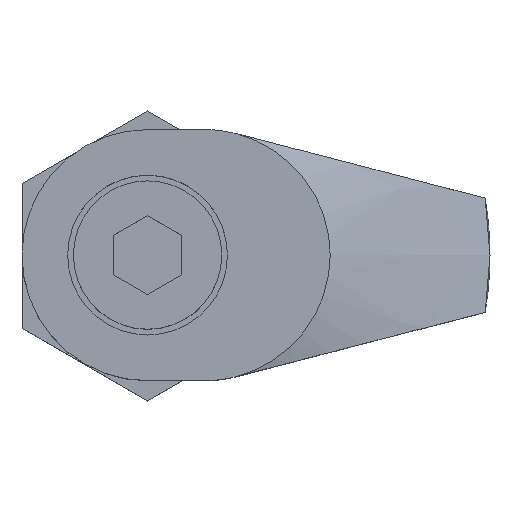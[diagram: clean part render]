
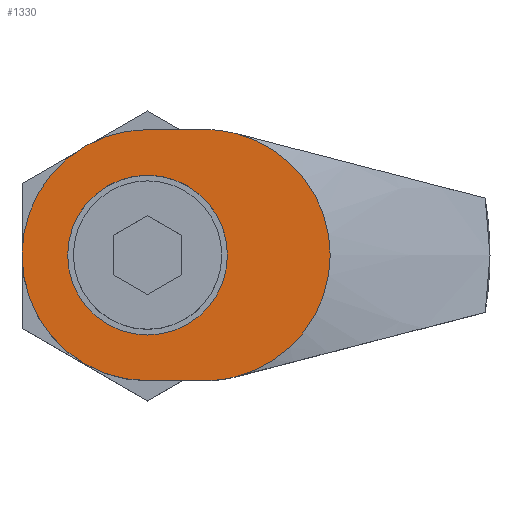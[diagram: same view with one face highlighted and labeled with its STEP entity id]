
A CAD part, top view. The second image highlights one B-rep face of the part: STEP entity #1330.
In plain terms, the highlighted planar face has unit normal (0, 0, 1).
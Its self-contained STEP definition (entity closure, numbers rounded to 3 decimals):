
#15 = EDGE_CURVE ( 'NONE', #1631, #222, #896, .T. ) ;
#78 = DIRECTION ( 'NONE',  ( 1., 0., 0. ) ) ;
#113 = PLANE ( 'NONE',  #1443 ) ;
#144 = EDGE_CURVE ( 'NONE', #222, #1660, #1384, .T. ) ;
#145 = EDGE_CURVE ( 'NONE', #1189, #1607, #597, .T. ) ;
#155 = DIRECTION ( 'NONE',  ( 0., 0., 1. ) ) ;
#182 = CARTESIAN_POINT ( 'NONE',  ( 0., 0., 40. ) ) ;
#222 = VERTEX_POINT ( 'NONE', #772 ) ;
#231 = CARTESIAN_POINT ( 'NONE',  ( 7.756, 10.649, 40. ) ) ;
#261 = DIRECTION ( 'NONE',  ( 1., 0., 0. ) ) ;
#286 = DIRECTION ( 'NONE',  ( 1., 0., 0. ) ) ;
#291 = CARTESIAN_POINT ( 'NONE',  ( 0., 0., 40. ) ) ;
#311 = CIRCLE ( 'NONE', #1736, 11. ) ;
#313 = AXIS2_PLACEMENT_3D ( 'NONE', #1331, #1172, #1487 ) ;
#345 = CARTESIAN_POINT ( 'NONE',  ( -7., 0., 40. ) ) ;
#347 = CARTESIAN_POINT ( 'NONE',  ( 0., 0., 40. ) ) ;
#367 = DIRECTION ( 'NONE',  ( 0., 0., 1. ) ) ;
#376 = CIRCLE ( 'NONE', #1180, 7. ) ;
#415 = DIRECTION ( 'NONE',  ( 0., 0., 1. ) ) ;
#417 = CARTESIAN_POINT ( 'NONE',  ( 5., 0., 40. ) ) ;
#587 = DIRECTION ( 'NONE',  ( 0., 0., 1. ) ) ;
#594 = DIRECTION ( 'NONE',  ( 1., 0., 0. ) ) ;
#597 = LINE ( 'NONE', #1879, #1771 ) ;
#675 = ORIENTED_EDGE ( 'NONE', *, *, #1178, .T. ) ;
#682 = DIRECTION ( 'NONE',  ( 1., 0., 0. ) ) ;
#707 = CIRCLE ( 'NONE', #2036, 11. ) ;
#772 = CARTESIAN_POINT ( 'NONE',  ( 5., -11., 40. ) ) ;
#831 = ORIENTED_EDGE ( 'NONE', *, *, #1151, .F. ) ;
#846 = AXIS2_PLACEMENT_3D ( 'NONE', #417, #587, #286 ) ;
#865 = VERTEX_POINT ( 'NONE', #1556 ) ;
#885 = CARTESIAN_POINT ( 'NONE',  ( 5., -11., 40. ) ) ;
#892 = CARTESIAN_POINT ( 'NONE',  ( 5., 11., 40. ) ) ;
#896 = LINE ( 'NONE', #885, #1971 ) ;
#925 = DIRECTION ( 'NONE',  ( 0., 0., 1. ) ) ;
#953 = EDGE_CURVE ( 'NONE', #993, #1631, #311, .T. ) ;
#979 = EDGE_CURVE ( 'NONE', #865, #1848, #376, .T. ) ;
#986 = ORIENTED_EDGE ( 'NONE', *, *, #15, .T. ) ;
#993 = VERTEX_POINT ( 'NONE', #1118 ) ;
#1002 = EDGE_CURVE ( 'NONE', #1607, #993, #707, .T. ) ;
#1056 = FACE_OUTER_BOUND ( 'NONE', #1947, .T. ) ;
#1103 = ORIENTED_EDGE ( 'NONE', *, *, #953, .T. ) ;
#1118 = CARTESIAN_POINT ( 'NONE',  ( -11., 0., 40. ) ) ;
#1151 = EDGE_CURVE ( 'NONE', #1698, #1660, #1834, .T. ) ;
#1154 = CARTESIAN_POINT ( 'NONE',  ( 0., -11., 40. ) ) ;
#1163 = CARTESIAN_POINT ( 'NONE',  ( 0., 0., 40. ) ) ;
#1172 = DIRECTION ( 'NONE',  ( 0., 0., -1. ) ) ;
#1178 = EDGE_CURVE ( 'NONE', #1698, #1189, #1538, .T. ) ;
#1180 = AXIS2_PLACEMENT_3D ( 'NONE', #1163, #1767, #1453 ) ;
#1189 = VERTEX_POINT ( 'NONE', #892 ) ;
#1229 = FACE_BOUND ( 'NONE', #1254, .T. ) ;
#1254 = EDGE_LOOP ( 'NONE', ( #1300, #1547 ) ) ;
#1259 = ORIENTED_EDGE ( 'NONE', *, *, #144, .T. ) ;
#1284 = DIRECTION ( 'NONE',  ( 0., 0., 1. ) ) ;
#1300 = ORIENTED_EDGE ( 'NONE', *, *, #979, .F. ) ;
#1307 = CIRCLE ( 'NONE', #1703, 7. ) ;
#1330 = ADVANCED_FACE ( 'NONE', ( #1229, #1056 ), #113, .T. ) ;
#1331 = CARTESIAN_POINT ( 'NONE',  ( 5., 0., 40. ) ) ;
#1355 = EDGE_CURVE ( 'NONE', #1848, #865, #1307, .T. ) ;
#1384 = CIRCLE ( 'NONE', #846, 11. ) ;
#1403 = DIRECTION ( 'NONE',  ( -1., 0., 0. ) ) ;
#1443 = AXIS2_PLACEMENT_3D ( 'NONE', #291, #925, #594 ) ;
#1444 = CARTESIAN_POINT ( 'NONE',  ( 0., 0., 40. ) ) ;
#1453 = DIRECTION ( 'NONE',  ( 1., 0., 0. ) ) ;
#1454 = DIRECTION ( 'NONE',  ( 1., 0., 0. ) ) ;
#1487 = DIRECTION ( 'NONE',  ( -1., 0., 0. ) ) ;
#1538 = CIRCLE ( 'NONE', #1669, 11. ) ;
#1547 = ORIENTED_EDGE ( 'NONE', *, *, #1355, .F. ) ;
#1556 = CARTESIAN_POINT ( 'NONE',  ( 7., 0., 40. ) ) ;
#1607 = VERTEX_POINT ( 'NONE', #1790 ) ;
#1631 = VERTEX_POINT ( 'NONE', #1154 ) ;
#1660 = VERTEX_POINT ( 'NONE', #1824 ) ;
#1669 = AXIS2_PLACEMENT_3D ( 'NONE', #1839, #415, #261 ) ;
#1698 = VERTEX_POINT ( 'NONE', #231 ) ;
#1703 = AXIS2_PLACEMENT_3D ( 'NONE', #1444, #155, #1454 ) ;
#1736 = AXIS2_PLACEMENT_3D ( 'NONE', #182, #367, #682 ) ;
#1767 = DIRECTION ( 'NONE',  ( 0., 0., 1. ) ) ;
#1771 = VECTOR ( 'NONE', #1403, 1000. ) ;
#1789 = DIRECTION ( 'NONE',  ( 1., 0., 0. ) ) ;
#1790 = CARTESIAN_POINT ( 'NONE',  ( 0., 11., 40. ) ) ;
#1824 = CARTESIAN_POINT ( 'NONE',  ( 7.756, -10.649, 40. ) ) ;
#1834 = CIRCLE ( 'NONE', #313, 11. ) ;
#1839 = CARTESIAN_POINT ( 'NONE',  ( 5., 0., 40. ) ) ;
#1848 = VERTEX_POINT ( 'NONE', #345 ) ;
#1879 = CARTESIAN_POINT ( 'NONE',  ( 5., 11., 40. ) ) ;
#1945 = ORIENTED_EDGE ( 'NONE', *, *, #145, .T. ) ;
#1947 = EDGE_LOOP ( 'NONE', ( #1259, #831, #675, #1945, #2047, #1103, #986 ) ) ;
#1971 = VECTOR ( 'NONE', #78, 1000. ) ;
#2036 = AXIS2_PLACEMENT_3D ( 'NONE', #347, #1284, #1789 ) ;
#2047 = ORIENTED_EDGE ( 'NONE', *, *, #1002, .T. ) ;
